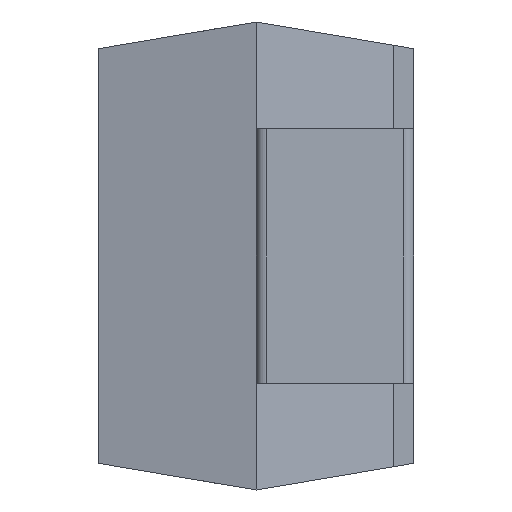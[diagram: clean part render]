
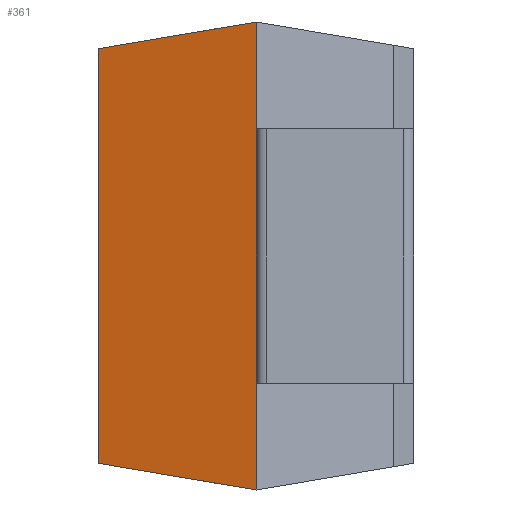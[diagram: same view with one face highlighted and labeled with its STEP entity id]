
A CAD part, left-side view. The second image highlights one B-rep face of the part: STEP entity #361.
In plain terms, the highlighted planar face has unit normal (-0.974, 0.229, 0).
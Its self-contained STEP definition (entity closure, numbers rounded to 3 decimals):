
#85 = VECTOR ( 'NONE', #245, 1000. ) ;
#100 = VERTEX_POINT ( 'NONE', #931 ) ;
#245 = DIRECTION ( 'NONE',  ( -0.226, -0.961, -0.163 ) ) ;
#361 = ADVANCED_FACE ( 'NONE', ( #457 ), #1932, .T. ) ;
#457 = FACE_OUTER_BOUND ( 'NONE', #2132, .T. ) ;
#486 = AXIS2_PLACEMENT_3D ( 'NONE', #2631, #528, #1374 ) ;
#524 = EDGE_CURVE ( 'NONE', #2315, #1375, #3556, .T. ) ;
#525 = ORIENTED_EDGE ( 'NONE', *, *, #3144, .T. ) ;
#528 = DIRECTION ( 'NONE',  ( -0.974, 0.229, 0. ) ) ;
#581 = VECTOR ( 'NONE', #2232, 1000. ) ;
#636 = LINE ( 'NONE', #1236, #3246 ) ;
#698 = DIRECTION ( 'NONE',  ( -0.226, -0.961, 0.163 ) ) ;
#892 = ORIENTED_EDGE ( 'NONE', *, *, #2683, .T. ) ;
#931 = CARTESIAN_POINT ( 'NONE',  ( 0., 1.55, -3.55 ) ) ;
#1236 = CARTESIAN_POINT ( 'NONE',  ( -0.167, 0.839, 0.12 ) ) ;
#1242 = CARTESIAN_POINT ( 'NONE',  ( 0., 1.55, -1.05 ) ) ;
#1262 = VECTOR ( 'NONE', #1404, 1000. ) ;
#1355 = CARTESIAN_POINT ( 'NONE',  ( 0., 1.55, 0. ) ) ;
#1374 = DIRECTION ( 'NONE',  ( -0.229, -0.974, 0. ) ) ;
#1375 = VERTEX_POINT ( 'NONE', #2852 ) ;
#1381 = ORIENTED_EDGE ( 'NONE', *, *, #524, .F. ) ;
#1404 = DIRECTION ( 'NONE',  ( 0., 0., 1. ) ) ;
#1444 = DIRECTION ( 'NONE',  ( 0., 0., 1. ) ) ;
#1527 = LINE ( 'NONE', #3451, #85 ) ;
#1561 = DIRECTION ( 'NONE',  ( 0., 0., 1. ) ) ;
#1775 = LINE ( 'NONE', #1885, #3431 ) ;
#1885 = CARTESIAN_POINT ( 'NONE',  ( 0., 1.55, -4.6 ) ) ;
#1887 = VERTEX_POINT ( 'NONE', #2755 ) ;
#1928 = ORIENTED_EDGE ( 'NONE', *, *, #2046, .T. ) ;
#1929 = EDGE_CURVE ( 'NONE', #1887, #100, #1775, .T. ) ;
#1932 = PLANE ( 'NONE',  #486 ) ;
#2046 = EDGE_CURVE ( 'NONE', #3077, #2123, #3516, .T. ) ;
#2051 = LINE ( 'NONE', #3174, #581 ) ;
#2123 = VERTEX_POINT ( 'NONE', #1355 ) ;
#2132 = EDGE_LOOP ( 'NONE', ( #1381, #892, #2830, #525, #1928, #2650 ) ) ;
#2232 = DIRECTION ( 'NONE',  ( 0., 0., 1. ) ) ;
#2315 = VERTEX_POINT ( 'NONE', #2339 ) ;
#2336 = CARTESIAN_POINT ( 'NONE',  ( 0.364, 3.1, -4.6 ) ) ;
#2339 = CARTESIAN_POINT ( 'NONE',  ( 0.364, 3.1, -4.337 ) ) ;
#2367 = EDGE_CURVE ( 'NONE', #1375, #2123, #636, .T. ) ;
#2498 = CARTESIAN_POINT ( 'NONE',  ( 0., 1.55, -4.6 ) ) ;
#2631 = CARTESIAN_POINT ( 'NONE',  ( -0.345, 0.081, -4.6 ) ) ;
#2650 = ORIENTED_EDGE ( 'NONE', *, *, #2367, .F. ) ;
#2683 = EDGE_CURVE ( 'NONE', #2315, #1887, #1527, .T. ) ;
#2755 = CARTESIAN_POINT ( 'NONE',  ( 0., 1.55, -4.6 ) ) ;
#2761 = VECTOR ( 'NONE', #1444, 1000. ) ;
#2830 = ORIENTED_EDGE ( 'NONE', *, *, #1929, .T. ) ;
#2852 = CARTESIAN_POINT ( 'NONE',  ( 0.364, 3.1, -0.263 ) ) ;
#3077 = VERTEX_POINT ( 'NONE', #1242 ) ;
#3144 = EDGE_CURVE ( 'NONE', #100, #3077, #2051, .T. ) ;
#3174 = CARTESIAN_POINT ( 'NONE',  ( 0., 1.55, -4.6 ) ) ;
#3246 = VECTOR ( 'NONE', #698, 1000. ) ;
#3431 = VECTOR ( 'NONE', #1561, 1000. ) ;
#3451 = CARTESIAN_POINT ( 'NONE',  ( -0.336, 0.12, -4.842 ) ) ;
#3516 = LINE ( 'NONE', #2498, #1262 ) ;
#3556 = LINE ( 'NONE', #2336, #2761 ) ;
